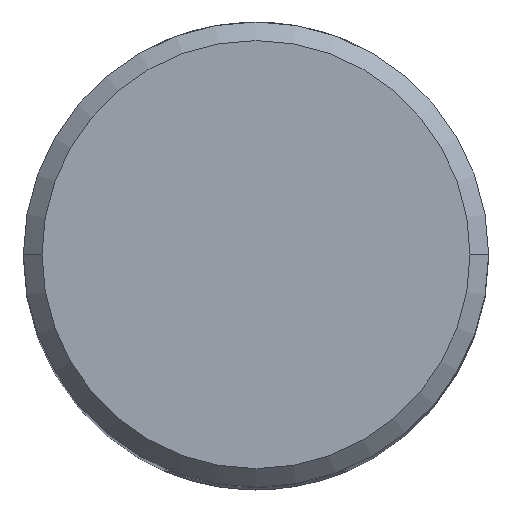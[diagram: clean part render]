
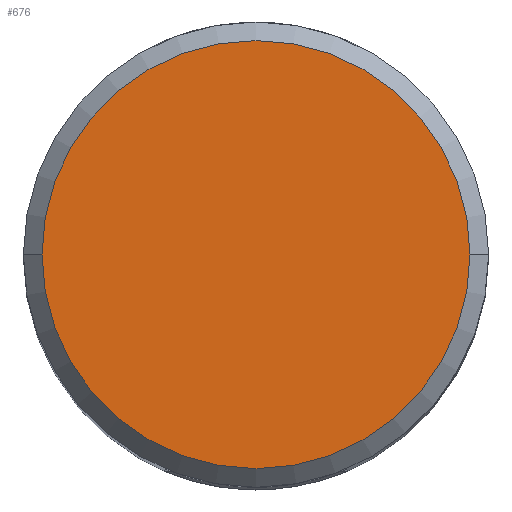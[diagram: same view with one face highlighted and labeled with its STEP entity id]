
A CAD part, top view. The second image highlights one B-rep face of the part: STEP entity #676.
In plain terms, the highlighted planar face has unit normal (0, 0, 1).
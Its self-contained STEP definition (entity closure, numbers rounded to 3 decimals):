
#111=FACE_OUTER_BOUND('',#909,.T.);
#676=ADVANCED_FACE('',(#111),#797,.T.);
#797=PLANE('',#2647);
#909=EDGE_LOOP('',(#1088,#1089));
#1088=ORIENTED_EDGE('',*,*,#2127,.T.);
#1089=ORIENTED_EDGE('',*,*,#2124,.T.);
#1838=VERTEX_POINT('',#3583);
#1839=VERTEX_POINT('',#3584);
#2124=EDGE_CURVE('',#1838,#1839,#2495,.T.);
#2127=EDGE_CURVE('',#1839,#1838,#2496,.T.);
#2495=CIRCLE('',#2644,11.5);
#2496=CIRCLE('',#2646,11.5);
#2644=AXIS2_PLACEMENT_3D('',#3582,#2904,#2905);
#2646=AXIS2_PLACEMENT_3D('',#3588,#2910,#2911);
#2647=AXIS2_PLACEMENT_3D('',#3589,#2912,#2913);
#2904=DIRECTION('',(0.,0.,1.));
#2905=DIRECTION('',(1.,0.,0.));
#2910=DIRECTION('',(0.,0.,1.));
#2911=DIRECTION('',(1.,0.,0.));
#2912=DIRECTION('',(0.,0.,1.));
#2913=DIRECTION('',(-1.,0.,0.));
#3582=CARTESIAN_POINT('',(0.,0.,0.));
#3583=CARTESIAN_POINT('',(11.5,0.,0.));
#3584=CARTESIAN_POINT('',(-11.5,0.,0.));
#3588=CARTESIAN_POINT('',(0.,0.,0.));
#3589=CARTESIAN_POINT('',(0.,3.,0.));
